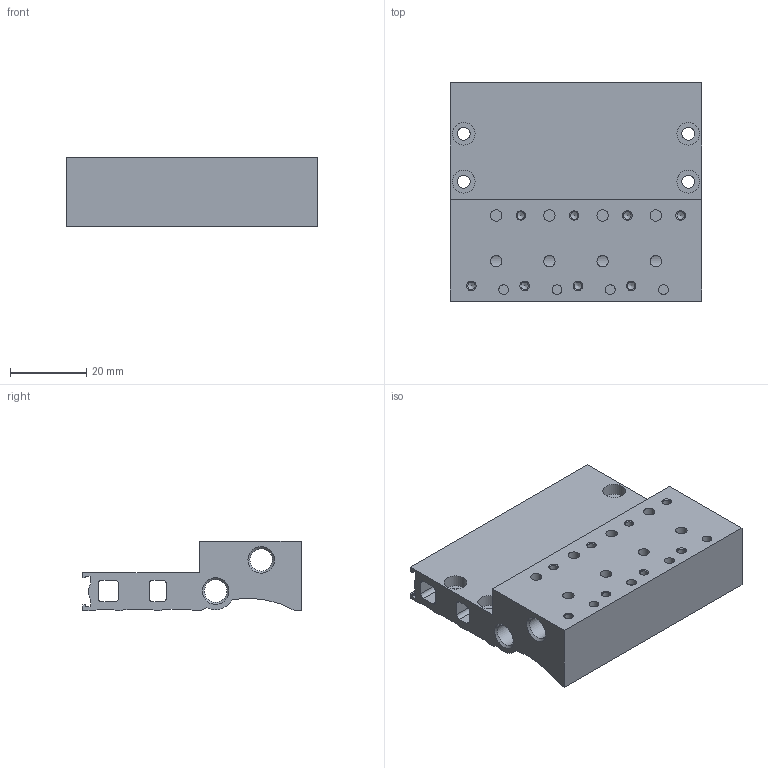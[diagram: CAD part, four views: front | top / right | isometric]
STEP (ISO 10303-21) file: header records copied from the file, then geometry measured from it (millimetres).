
FILE_DESCRIPTION(/* description */ ('STEP AP214'),/* implementation_level */ '2;1');
FILE_NAME(/* name */ '197443_MHP2-PR4-3',/* time_stamp */ '2024-09-06T16:15:10+02:00',/* author */ ('License CC BY-ND 4.0'),/* organization */ ('CADENAS'),/* preprocessor_version */ 'ST-DEVELOPER v19.3',/* originating_system */ 'PARTsolutions',/* authorisation */ ' ');
FILE_SCHEMA (('AUTOMOTIVE_DESIGN {1 0 10303 214 3 1 1}'));
Length unit declared in the file: millimetre
Products named in the file (1): 197443 MHP2-PR4-3
Bounding box: 66 x 57.4 x 18.3 mm (x, y, z)
Volume: 39617.6 mm3; surface area: 18047.3 mm2
Topology: 1 solids, 1 shells, 130 faces, 324 edges, 208 vertices
Faces by surface type: cylinder 58, plane 48, cone 24
Full cylindrical faces by diameter (mm): 2.013 x8, 2.6 x4, 3 x8, 3.4 x4, 5.917 x6, 6 x4
Entity records: 3636 total; most frequent: CARTESIAN_POINT 645, DIRECTION 636, ORIENTED_EDGE 508, AXIS2_PLACEMENT_3D 259, EDGE_CURVE 254, FACE_BOUND 232, EDGE_LOOP 224, VERTEX_POINT 204
